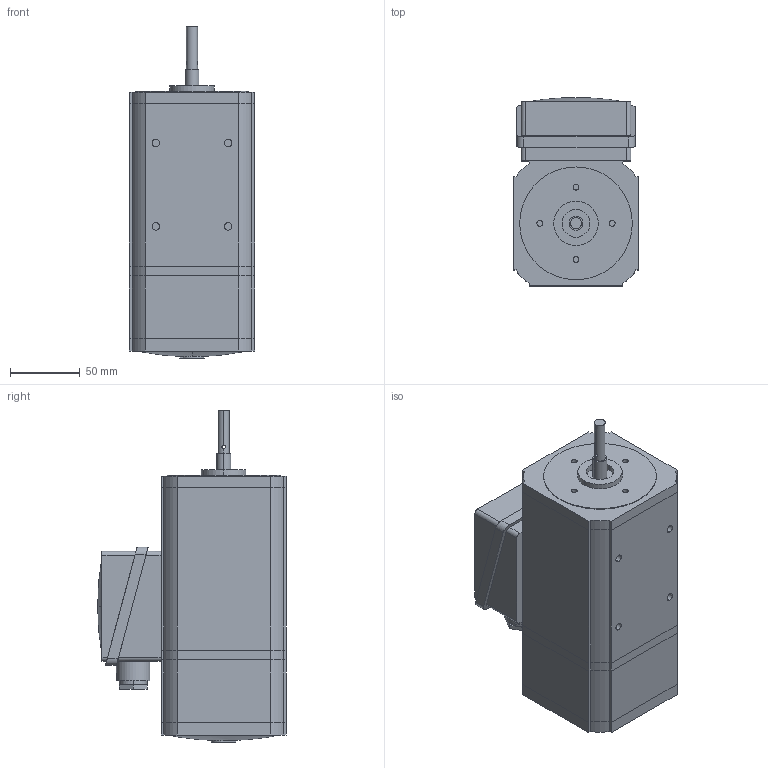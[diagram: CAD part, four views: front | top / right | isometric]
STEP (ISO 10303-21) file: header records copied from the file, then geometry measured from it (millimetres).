
FILE_DESCRIPTION (( 'STEP AP214' ), '1' );
FILE_NAME ('IGK80-60B.STEP', '2023-05-17T08:23:48', ( '' ), ( '' ), 'SwSTEP 2.0', 'SolidWorks 2020', '' );
FILE_SCHEMA (( 'AUTOMOTIVE_DESIGN' ));
Length unit declared in the file: millimetre
Products named in the file (1): IGK80-60B
Bounding box: 90 x 135.5 x 238.5 mm (x, y, z)
Volume: 1760785.9 mm3; surface area: 102389.1 mm2
Topology: 1 solids, 1 shells, 214 faces, 500 edges, 307 vertices
Faces by surface type: plane 132, cylinder 75, sphere 7
Entity records: 6137 total; most frequent: CARTESIAN_POINT 1156, DIRECTION 1063, ORIENTED_EDGE 1000, EDGE_CURVE 500, AXIS2_PLACEMENT_3D 370, VECTOR 323, LINE 323, VERTEX_POINT 307
